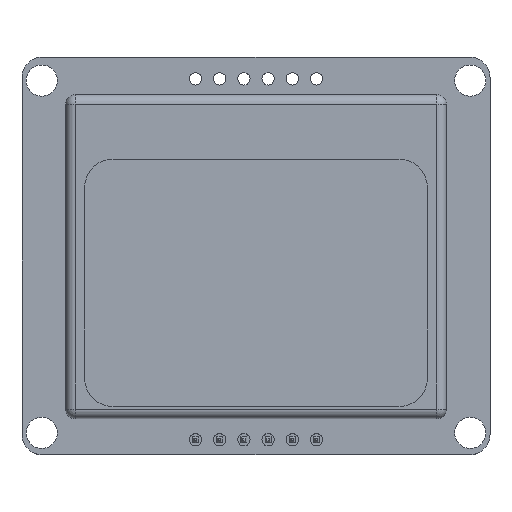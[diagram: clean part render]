
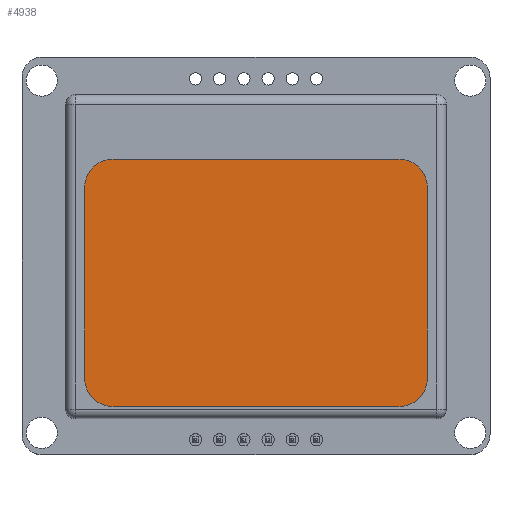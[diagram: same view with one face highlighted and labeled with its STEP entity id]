
A CAD part, top view. The second image highlights one B-rep face of the part: STEP entity #4938.
In plain terms, the highlighted face is planar.
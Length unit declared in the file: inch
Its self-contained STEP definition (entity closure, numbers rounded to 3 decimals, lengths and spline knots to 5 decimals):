
#144=PLANE('',#5321);
#504=FACE_OUTER_BOUND('',#808,.T.);
#808=EDGE_LOOP('',(#3703,#3704,#3705,#3706,#3707,#3708,#3709,#3710));
#1112=LINE('',#7306,#1676);
#1114=LINE('',#7311,#1678);
#1117=LINE('',#7317,#1681);
#1120=LINE('',#7323,#1684);
#1676=VECTOR('',#5908,39.37008);
#1678=VECTOR('',#5912,39.37008);
#1681=VECTOR('',#5917,39.37008);
#1684=VECTOR('',#5922,39.37008);
#2263=CIRCLE('',#5322,0.11811);
#2264=CIRCLE('',#5323,0.11811);
#2265=CIRCLE('',#5324,0.11811);
#2266=CIRCLE('',#5325,0.11811);
#2387=VERTEX_POINT('',#7303);
#2388=VERTEX_POINT('',#7305);
#2389=VERTEX_POINT('',#7309);
#2390=VERTEX_POINT('',#7310);
#2391=VERTEX_POINT('',#7315);
#2392=VERTEX_POINT('',#7316);
#2393=VERTEX_POINT('',#7321);
#2394=VERTEX_POINT('',#7322);
#2872=EDGE_CURVE('',#2388,#2387,#1112,.T.);
#2874=EDGE_CURVE('',#2389,#2390,#1114,.T.);
#2877=EDGE_CURVE('',#2391,#2392,#1117,.T.);
#2880=EDGE_CURVE('',#2393,#2394,#1120,.T.);
#2883=EDGE_CURVE('',#2387,#2393,#2263,.T.);
#2884=EDGE_CURVE('',#2394,#2391,#2264,.T.);
#2885=EDGE_CURVE('',#2392,#2389,#2265,.T.);
#2886=EDGE_CURVE('',#2390,#2388,#2266,.T.);
#3703=ORIENTED_EDGE('',*,*,#2872,.T.);
#3704=ORIENTED_EDGE('',*,*,#2883,.T.);
#3705=ORIENTED_EDGE('',*,*,#2880,.T.);
#3706=ORIENTED_EDGE('',*,*,#2884,.T.);
#3707=ORIENTED_EDGE('',*,*,#2877,.T.);
#3708=ORIENTED_EDGE('',*,*,#2885,.T.);
#3709=ORIENTED_EDGE('',*,*,#2874,.T.);
#3710=ORIENTED_EDGE('',*,*,#2886,.T.);
#4938=ADVANCED_FACE('',(#504),#144,.T.);
#5321=AXIS2_PLACEMENT_3D('',#7326,#5925,#5926);
#5322=AXIS2_PLACEMENT_3D('',#7327,#5927,#5928);
#5323=AXIS2_PLACEMENT_3D('',#7328,#5929,#5930);
#5324=AXIS2_PLACEMENT_3D('',#7329,#5931,#5932);
#5325=AXIS2_PLACEMENT_3D('',#7330,#5933,#5934);
#5908=DIRECTION('',(0.,0.,1.));
#5912=DIRECTION('',(-1.,0.,0.));
#5917=DIRECTION('',(0.,0.,-1.));
#5922=DIRECTION('',(1.,0.,0.));
#5925=DIRECTION('center_axis',(0.,1.,0.));
#5926=DIRECTION('ref_axis',(0.,0.,1.));
#5927=DIRECTION('center_axis',(0.,1.,0.));
#5928=DIRECTION('ref_axis',(0.,0.,1.));
#5929=DIRECTION('center_axis',(0.,1.,0.));
#5930=DIRECTION('ref_axis',(0.,0.,1.));
#5931=DIRECTION('center_axis',(0.,1.,0.));
#5932=DIRECTION('ref_axis',(0.,0.,1.));
#5933=DIRECTION('center_axis',(0.,1.,0.));
#5934=DIRECTION('ref_axis',(0.,0.,1.));
#7303=CARTESIAN_POINT('',(-0.70866,0.14364,0.28543));
#7305=CARTESIAN_POINT('',(-0.70866,0.14364,-0.50197));
#7306=CARTESIAN_POINT('',(-0.70866,0.14364,-0.62008));
#7309=CARTESIAN_POINT('',(0.59055,0.14364,-0.62008));
#7310=CARTESIAN_POINT('',(-0.59055,0.14364,-0.62008));
#7311=CARTESIAN_POINT('',(-0.70866,0.14364,-0.62008));
#7315=CARTESIAN_POINT('',(0.70866,0.14364,0.28543));
#7316=CARTESIAN_POINT('',(0.70866,0.14364,-0.50197));
#7317=CARTESIAN_POINT('',(0.70866,0.14364,-0.62008));
#7321=CARTESIAN_POINT('',(-0.59055,0.14364,0.40354));
#7322=CARTESIAN_POINT('',(0.59055,0.14364,0.40354));
#7323=CARTESIAN_POINT('',(-0.70866,0.14364,0.40354));
#7326=CARTESIAN_POINT('Origin',(0.,0.14364,0.));
#7327=CARTESIAN_POINT('Origin',(-0.59055,0.14364,0.28543));
#7328=CARTESIAN_POINT('Origin',(0.59055,0.14364,0.28543));
#7329=CARTESIAN_POINT('Origin',(0.59055,0.14364,-0.50197));
#7330=CARTESIAN_POINT('Origin',(-0.59055,0.14364,-0.50197));
